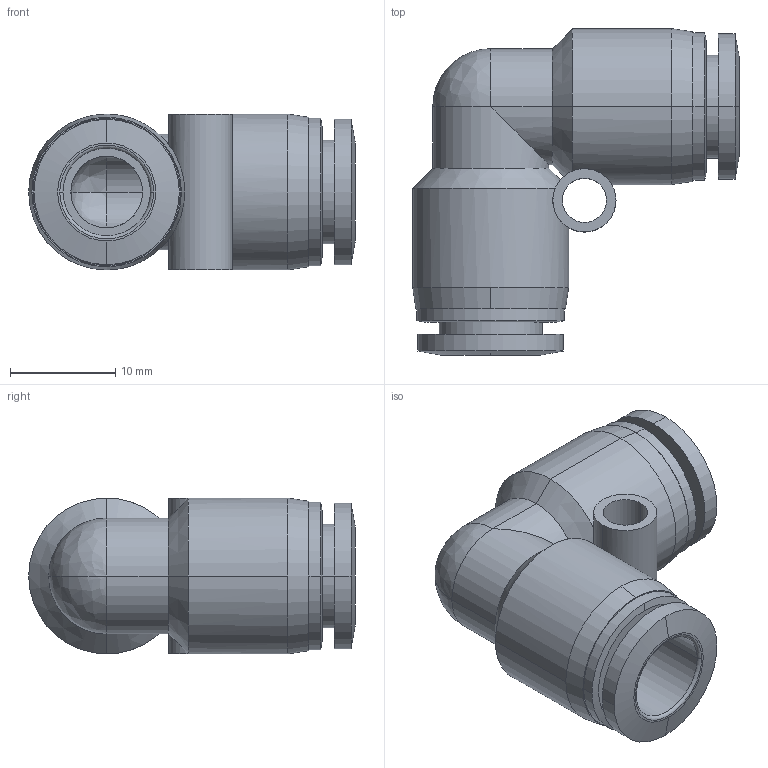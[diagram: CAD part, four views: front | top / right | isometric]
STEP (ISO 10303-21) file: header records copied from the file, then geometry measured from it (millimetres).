
FILE_DESCRIPTION (( 'STEP AP214' ), '1' );
FILE_NAME ('UL8M.step', '2016-02-24T20:48:25', ( '' ), ( '' ), 'SwSTEP 2.0', 'SolidWorks 2015', '' );
FILE_SCHEMA (( 'AUTOMOTIVE_DESIGN' ));
Length unit declared in the file: inch
Products named in the file (1): UL8M
Bounding box: 31 x 31 x 14.8 mm (x, y, z)
Volume: 4398.1 mm3; surface area: 4028.4 mm2
Topology: 1 solids, 1 shells, 68 faces, 160 edges, 97 vertices
Faces by surface type: cylinder 32, cone 16, plane 12, bspline 4, torus 4
Entity records: 3029 total; most frequent: CARTESIAN_POINT 512, DIRECTION 369, ORIENTED_EDGE 312, AXIS2_PLACEMENT_3D 160, EDGE_CURVE 156, VERTEX_POINT 97, CIRCLE 95, EDGE_LOOP 81
